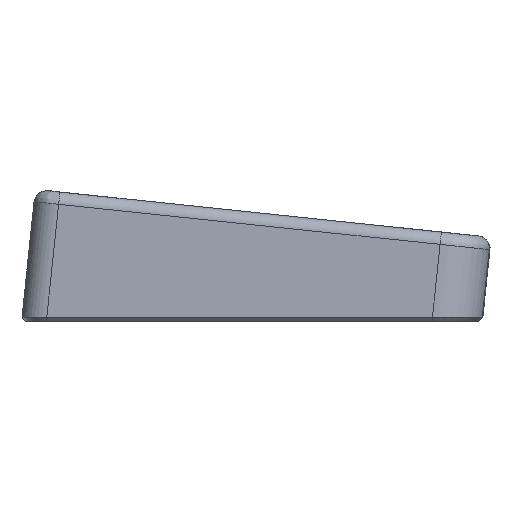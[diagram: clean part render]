
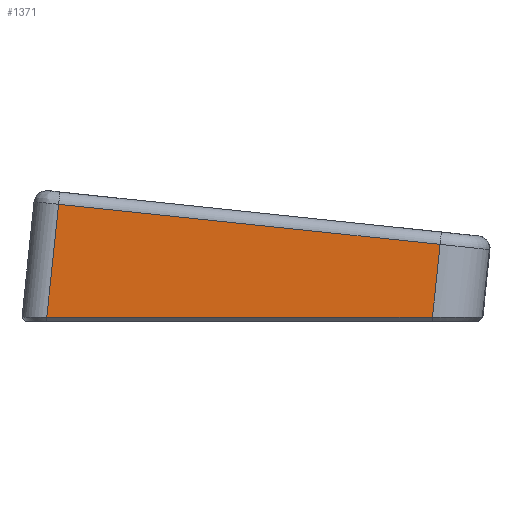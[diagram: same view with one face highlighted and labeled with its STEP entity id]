
A CAD part, left-side view. The second image highlights one B-rep face of the part: STEP entity #1371.
In plain terms, the highlighted planar face has unit normal (-1, 0, 0).
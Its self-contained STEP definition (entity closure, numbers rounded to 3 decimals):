
#143=B_SPLINE_CURVE_WITH_KNOTS('',3,(#2772,#2773,#2774,#2775),
 .UNSPECIFIED.,.F.,.F.,(4,4),(1.562,1.571),
 .UNSPECIFIED.);
#253=FACE_OUTER_BOUND('',#336,.T.);
#336=EDGE_LOOP('',(#1191,#1192,#1193,#1194,#1195));
#426=LINE('',#2644,#517);
#437=LINE('',#2839,#528);
#438=LINE('',#2841,#529);
#439=LINE('',#2842,#530);
#517=VECTOR('',#1609,10.);
#528=VECTOR('',#1626,10.);
#529=VECTOR('',#1627,10.);
#530=VECTOR('',#1628,10.);
#649=VERTEX_POINT('',#2637);
#652=VERTEX_POINT('',#2642);
#653=VERTEX_POINT('',#2693);
#665=VERTEX_POINT('',#2838);
#666=VERTEX_POINT('',#2840);
#830=EDGE_CURVE('',#652,#649,#426,.T.);
#843=EDGE_CURVE('',#653,#652,#143,.T.);
#853=EDGE_CURVE('',#665,#653,#437,.T.);
#854=EDGE_CURVE('',#666,#665,#438,.T.);
#855=EDGE_CURVE('',#649,#666,#439,.T.);
#1191=ORIENTED_EDGE('',*,*,#830,.F.);
#1192=ORIENTED_EDGE('',*,*,#843,.F.);
#1193=ORIENTED_EDGE('',*,*,#853,.F.);
#1194=ORIENTED_EDGE('',*,*,#854,.F.);
#1195=ORIENTED_EDGE('',*,*,#855,.F.);
#1303=PLANE('',#1441);
#1371=ADVANCED_FACE('',(#253),#1303,.F.);
#1441=AXIS2_PLACEMENT_3D('',#2837,#1624,#1625);
#1609=DIRECTION('',(0.,1.,0.));
#1624=DIRECTION('center_axis',(1.,0.,
0.));
#1625=DIRECTION('ref_axis',(0.,0.105,-0.995));
#1626=DIRECTION('',(0.,0.105,-0.995));
#1627=DIRECTION('',(0.,-0.995,-0.105));
#1628=DIRECTION('',(0.,-0.105,0.995));
#2637=CARTESIAN_POINT('',(-74.708,-134.535,1.976));
#2642=CARTESIAN_POINT('',(-74.721,-181.253,1.976));
#2644=CARTESIAN_POINT('',(-74.719,-173.754,1.976));
#2693=CARTESIAN_POINT('',(-74.721,-181.306,1.976));
#2772=CARTESIAN_POINT('Ctrl Pts',(-74.721,-181.306,1.976));
#2773=CARTESIAN_POINT('Ctrl Pts',(-74.721,-181.288,1.976));
#2774=CARTESIAN_POINT('Ctrl Pts',(-74.721,-181.27,1.976));
#2775=CARTESIAN_POINT('Ctrl Pts',(-74.721,-181.253,1.976));
#2837=CARTESIAN_POINT('Origin',(-74.715,-160.221,1.476));
#2838=CARTESIAN_POINT('',(-74.721,-182.233,10.801));
#2839=CARTESIAN_POINT('',(-74.721,-181.707,5.791));
#2840=CARTESIAN_POINT('',(-74.709,-135.973,15.663));
#2841=CARTESIAN_POINT('',(-74.712,-147.466,14.455));
#2842=CARTESIAN_POINT('',(-74.708,-134.609,2.684));
